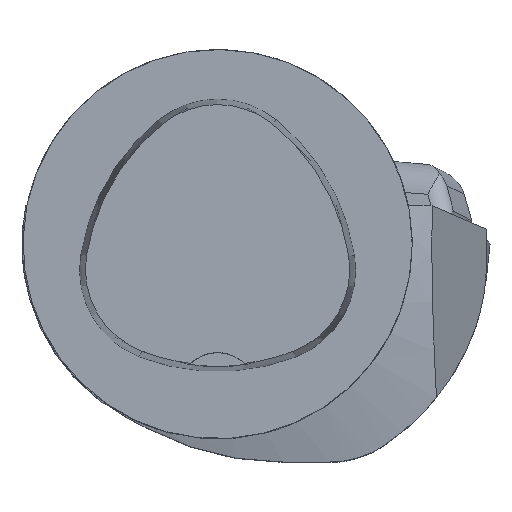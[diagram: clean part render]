
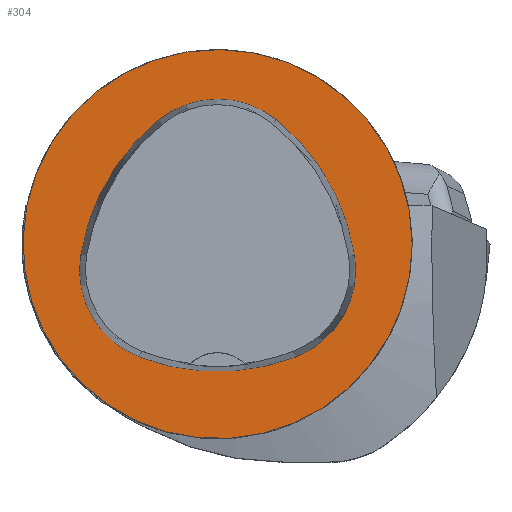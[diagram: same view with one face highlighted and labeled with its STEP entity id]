
A CAD part, top view. The second image highlights one B-rep face of the part: STEP entity #304.
In plain terms, the highlighted planar face has unit normal (0, 0, 1).
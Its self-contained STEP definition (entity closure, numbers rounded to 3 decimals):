
#304=ADVANCED_FACE('',(#441,#442),#384,.T.);
#384=PLANE('',#2078);
#441=FACE_BOUND('',#494,.T.);
#442=FACE_BOUND('',#495,.T.);
#494=EDGE_LOOP('',(#849,#850,#851,#852,#853,#854));
#495=EDGE_LOOP('',(#855));
#580=CIRCLE('',#2049,25.);
#581=CIRCLE('',#2056,28.);
#583=CIRCLE('',#2059,12.);
#585=CIRCLE('',#2062,28.);
#587=CIRCLE('',#2065,12.);
#590=CIRCLE('',#2069,28.);
#593=CIRCLE('',#2073,12.);
#849=ORIENTED_EDGE('',*,*,#1468,.F.);
#850=ORIENTED_EDGE('',*,*,#1463,.F.);
#851=ORIENTED_EDGE('',*,*,#1458,.F.);
#852=ORIENTED_EDGE('',*,*,#1455,.F.);
#853=ORIENTED_EDGE('',*,*,#1452,.F.);
#854=ORIENTED_EDGE('',*,*,#1448,.F.);
#855=ORIENTED_EDGE('',*,*,#1438,.T.);
#1232=VERTEX_POINT('',#3113);
#1241=VERTEX_POINT('',#3133);
#1242=VERTEX_POINT('',#3134);
#1245=VERTEX_POINT('',#3142);
#1247=VERTEX_POINT('',#3148);
#1249=VERTEX_POINT('',#3154);
#1253=VERTEX_POINT('',#3167);
#1438=EDGE_CURVE('',#1232,#1232,#580,.T.);
#1448=EDGE_CURVE('',#1241,#1242,#581,.T.);
#1452=EDGE_CURVE('',#1242,#1245,#583,.T.);
#1455=EDGE_CURVE('',#1245,#1247,#585,.T.);
#1458=EDGE_CURVE('',#1247,#1249,#587,.T.);
#1463=EDGE_CURVE('',#1249,#1253,#590,.T.);
#1468=EDGE_CURVE('',#1253,#1241,#593,.T.);
#2049=AXIS2_PLACEMENT_3D('',#3112,#2400,#2401);
#2056=AXIS2_PLACEMENT_3D('',#3132,#2418,#2419);
#2059=AXIS2_PLACEMENT_3D('',#3141,#2426,#2427);
#2062=AXIS2_PLACEMENT_3D('',#3147,#2433,#2434);
#2065=AXIS2_PLACEMENT_3D('',#3153,#2440,#2441);
#2069=AXIS2_PLACEMENT_3D('',#3166,#2449,#2450);
#2073=AXIS2_PLACEMENT_3D('',#3179,#2458,#2459);
#2078=AXIS2_PLACEMENT_3D('',#3184,#2468,#2469);
#2400=DIRECTION('',(0.,0.,1.));
#2401=DIRECTION('',(1.,0.,0.));
#2418=DIRECTION('',(0.,0.,1.));
#2419=DIRECTION('',(1.,0.,0.));
#2426=DIRECTION('',(0.,0.,1.));
#2427=DIRECTION('',(1.,0.,0.));
#2433=DIRECTION('',(0.,0.,1.));
#2434=DIRECTION('',(1.,0.,0.));
#2440=DIRECTION('',(0.,0.,1.));
#2441=DIRECTION('',(1.,0.,0.));
#2449=DIRECTION('',(0.,0.,1.));
#2450=DIRECTION('',(1.,0.,0.));
#2458=DIRECTION('',(0.,0.,1.));
#2459=DIRECTION('',(1.,0.,0.));
#2468=DIRECTION('',(0.,0.,1.));
#2469=DIRECTION('',(-1.,0.,0.));
#3112=CARTESIAN_POINT('',(0.,0.,0.));
#3113=CARTESIAN_POINT('',(25.,0.,0.));
#3132=CARTESIAN_POINT('',(-10.068,-5.824,0.));
#3133=CARTESIAN_POINT('',(17.584,-1.424,0.));
#3134=CARTESIAN_POINT('',(7.531,15.953,0.));
#3141=CARTESIAN_POINT('',(-0.011,6.62,0.));
#3142=CARTESIAN_POINT('',(-7.567,15.942,0.));
#3147=CARTESIAN_POINT('',(10.063,-5.81,0.));
#3148=CARTESIAN_POINT('',(-17.59,-1.418,0.));
#3153=CARTESIAN_POINT('',(-5.739,-3.3,0.));
#3154=CARTESIAN_POINT('',(-10.05,-14.499,0.));
#3166=CARTESIAN_POINT('',(0.01,11.631,0.));
#3167=CARTESIAN_POINT('',(10.025,-14.516,0.));
#3179=CARTESIAN_POINT('',(5.733,-3.31,0.));
#3184=CARTESIAN_POINT('',(0.,0.,0.));
